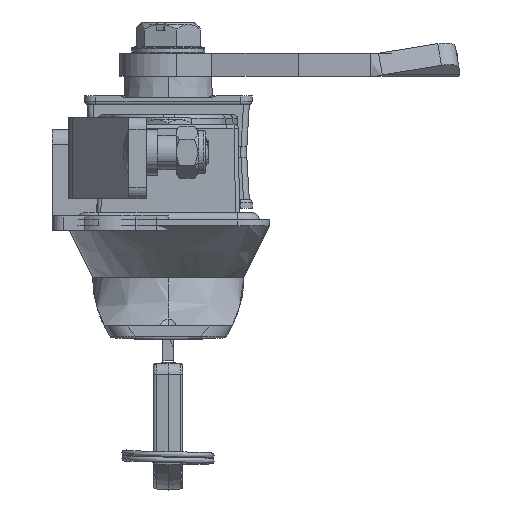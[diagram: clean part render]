
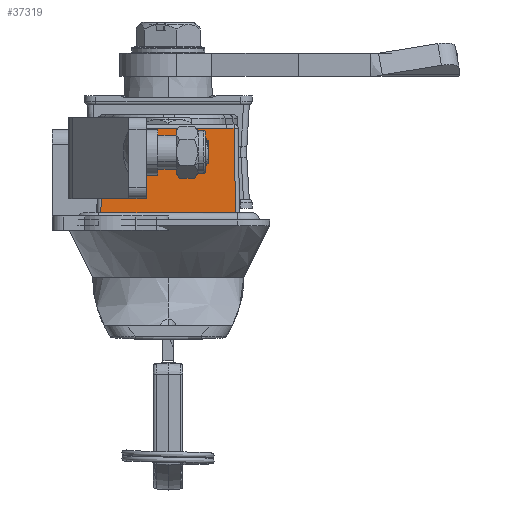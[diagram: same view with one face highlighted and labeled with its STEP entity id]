
A CAD part, left-side view. The second image highlights one B-rep face of the part: STEP entity #37319.
In plain terms, the highlighted planar face has unit normal (-1, 0, 0.018).
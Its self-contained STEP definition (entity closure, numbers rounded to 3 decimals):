
#872 = DIRECTION ( 'NONE',  ( 0., 1., 0. ) ) ;
#2296 = VECTOR ( 'NONE', #14673, 1000. ) ;
#3326 = LINE ( 'NONE', #39293, #5771 ) ;
#3667 = DIRECTION ( 'NONE',  ( 0.017, 0., 1. ) ) ;
#4810 = LINE ( 'NONE', #40571, #15308 ) ;
#5771 = VECTOR ( 'NONE', #15891, 1000. ) ;
#5808 = PLANE ( 'NONE',  #40494 ) ;
#6814 = LINE ( 'NONE', #33064, #20185 ) ;
#7249 = LINE ( 'NONE', #13011, #14619 ) ;
#7636 = VECTOR ( 'NONE', #872, 1000. ) ;
#7902 = LINE ( 'NONE', #24115, #7636 ) ;
#9417 = EDGE_CURVE ( 'NONE', #19116, #40266, #4810, .T. ) ;
#10229 = DIRECTION ( 'NONE',  ( 0., 1., 0. ) ) ;
#11047 = EDGE_CURVE ( 'NONE', #19402, #25704, #7902, .T. ) ;
#11403 = DIRECTION ( 'NONE',  ( 0., 1., 0. ) ) ;
#11700 = ORIENTED_EDGE ( 'NONE', *, *, #20412, .T. ) ;
#11938 = EDGE_LOOP ( 'NONE', ( #16606, #22442, #37907, #32582, #11700, #15145 ) ) ;
#12609 = EDGE_CURVE ( 'NONE', #17689, #19116, #6814, .T. ) ;
#13011 = CARTESIAN_POINT ( 'NONE',  ( -74.832, 11.632, 0.805 ) ) ;
#13665 = DIRECTION ( 'NONE',  ( -1., 0., 0.017 ) ) ;
#14243 = LINE ( 'NONE', #33665, #2296 ) ;
#14443 = CARTESIAN_POINT ( 'NONE',  ( -74.846, -34.503, 0. ) ) ;
#14619 = VECTOR ( 'NONE', #36250, 1000. ) ;
#14673 = DIRECTION ( 'NONE',  ( 0.017, 0.017, 1. ) ) ;
#15145 = ORIENTED_EDGE ( 'NONE', *, *, #12609, .T. ) ;
#15308 = VECTOR ( 'NONE', #11403, 1000. ) ;
#15891 = DIRECTION ( 'NONE',  ( 0., 1., 0. ) ) ;
#15899 = CARTESIAN_POINT ( 'NONE',  ( -74.57, -10.058, 15.812 ) ) ;
#16056 = EDGE_CURVE ( 'NONE', #40266, #25704, #7249, .T. ) ;
#16606 = ORIENTED_EDGE ( 'NONE', *, *, #9417, .T. ) ;
#17689 = VERTEX_POINT ( 'NONE', #15899 ) ;
#18444 = CARTESIAN_POINT ( 'NONE',  ( -74.846, 11.646, 0. ) ) ;
#18858 = CARTESIAN_POINT ( 'NONE',  ( -74.57, 11.37, 15.812 ) ) ;
#18983 = EDGE_CURVE ( 'NONE', #19402, #34001, #14243, .T. ) ;
#19116 = VERTEX_POINT ( 'NONE', #30497 ) ;
#19402 = VERTEX_POINT ( 'NONE', #24399 ) ;
#20185 = VECTOR ( 'NONE', #10229, 1000. ) ;
#20412 = EDGE_CURVE ( 'NONE', #34001, #17689, #3326, .T. ) ;
#22442 = ORIENTED_EDGE ( 'NONE', *, *, #16056, .T. ) ;
#24115 = CARTESIAN_POINT ( 'NONE',  ( -74.846, -34.503, 0. ) ) ;
#24399 = CARTESIAN_POINT ( 'NONE',  ( -74.846, -11.646, 0. ) ) ;
#25704 = VERTEX_POINT ( 'NONE', #18444 ) ;
#30497 = CARTESIAN_POINT ( 'NONE',  ( -74.57, 10.046, 15.812 ) ) ;
#30862 = CARTESIAN_POINT ( 'NONE',  ( -74.57, -11.37, 15.812 ) ) ;
#32582 = ORIENTED_EDGE ( 'NONE', *, *, #18983, .T. ) ;
#33064 = CARTESIAN_POINT ( 'NONE',  ( -74.57, -10.75, 15.812 ) ) ;
#33665 = CARTESIAN_POINT ( 'NONE',  ( -74.853, -11.653, -0.399 ) ) ;
#34001 = VERTEX_POINT ( 'NONE', #30862 ) ;
#35020 = FACE_OUTER_BOUND ( 'NONE', #11938, .T. ) ;
#36250 = DIRECTION ( 'NONE',  ( -0.017, 0.017, -1. ) ) ;
#37319 = ADVANCED_FACE ( 'NONE', ( #35020 ), #5808, .T. ) ;
#37907 = ORIENTED_EDGE ( 'NONE', *, *, #11047, .F. ) ;
#39293 = CARTESIAN_POINT ( 'NONE',  ( -74.57, -34.503, 15.812 ) ) ;
#40266 = VERTEX_POINT ( 'NONE', #18858 ) ;
#40494 = AXIS2_PLACEMENT_3D ( 'NONE', #14443, #13665, #3667 ) ;
#40571 = CARTESIAN_POINT ( 'NONE',  ( -74.57, -34.503, 15.812 ) ) ;
